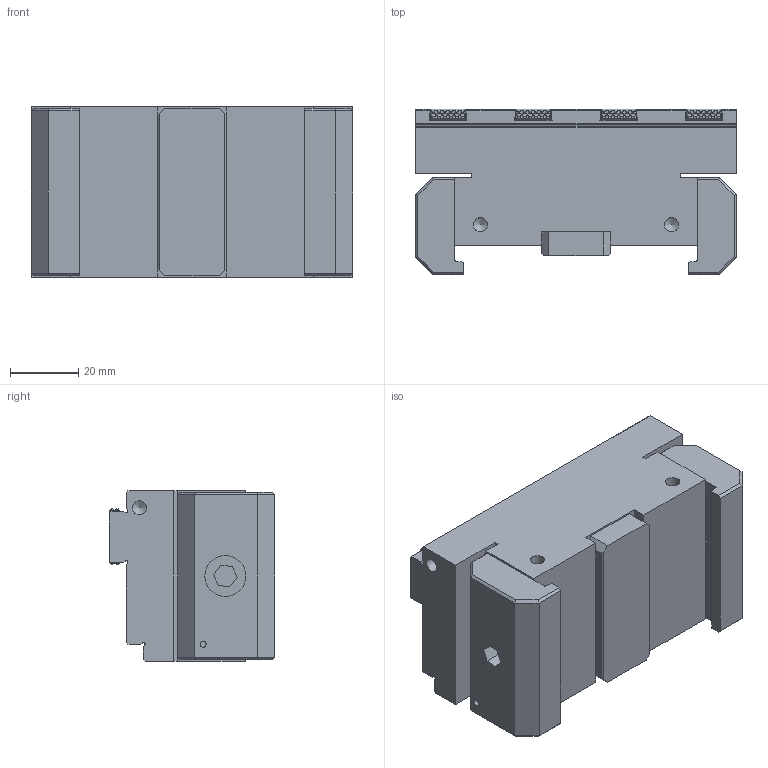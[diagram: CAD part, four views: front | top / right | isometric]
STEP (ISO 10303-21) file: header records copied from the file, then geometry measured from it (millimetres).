
FILE_DESCRIPTION(/* description */ (''),/* implementation_level */ '2;1');
FILE_NAME(/* name */ '300-0094-017-Kunde.stp',/* time_stamp */ '2023-01-20T15:11:57+01:00',/* author */ ('Chiacchiera'),/* organization */ (''),/* preprocessor_version */ 'ST-DEVELOPER v19.2',/* originating_system */ 'Autodesk Inventor 2023',/* authorisation */ '');
FILE_SCHEMA (('AUTOMOTIVE_DESIGN { 1 0 10303 214 3 1 1 }'));
Length unit declared in the file: millimetre
Products named in the file (1): 300-0094-017-Kunde
Bounding box: 94.1 x 48.51 x 50 mm (x, y, z)
Volume: 175679.9 mm3; surface area: 28671.8 mm2
Topology: 1 solids, 1 shells, 917 faces, 2592 edges, 1690 vertices
Faces by surface type: plane 579, cylinder 276, cone 62
Full cylindrical faces by diameter (mm): 1.8 x2, 3 x2, 4 x7, 4.134 x4, 5 x7, 12 x2
Entity records: 33702 total; most frequent: CARTESIAN_POINT 9339, ORIENTED_EDGE 5148, DIRECTION 4536, EDGE_CURVE 2574, VERTEX_POINT 1690, LINE 1670, VECTOR 1670, AXIS2_PLACEMENT_3D 1433
